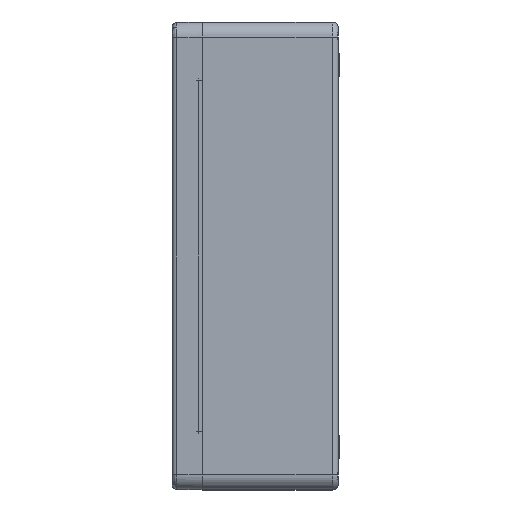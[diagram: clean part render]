
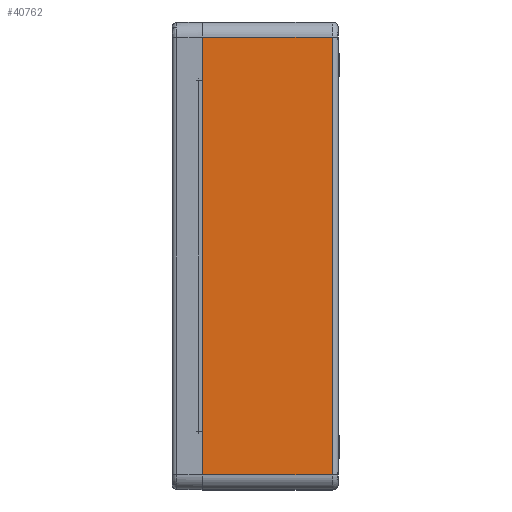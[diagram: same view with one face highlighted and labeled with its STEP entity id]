
A CAD part, left-side view. The second image highlights one B-rep face of the part: STEP entity #40762.
In plain terms, the highlighted planar face has unit normal (-1, 0, 0).
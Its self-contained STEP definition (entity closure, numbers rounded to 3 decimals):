
#5206 = FACE_OUTER_BOUND ( 'NONE', #16940, .T. ) ;
#8888 = AXIS2_PLACEMENT_3D ( 'NONE', #11829, #11830, #11831 ) ;
#11828 = PLANE ( 'NONE',  #8888 ) ;
#11829 = CARTESIAN_POINT ( 'NONE',  ( -300., -90., -155. ) ) ;
#11830 = DIRECTION ( 'NONE',  ( -1., 0., 0. ) ) ;
#11831 = DIRECTION ( 'NONE',  ( 0., 0., 1. ) ) ;
#16940 = EDGE_LOOP ( 'NONE', ( #18297, #18299, #18298, #18300 ) ) ;
#17573 = VERTEX_POINT ( 'NONE', #68552 ) ;
#17574 = VERTEX_POINT ( 'NONE', #68553 ) ;
#17575 = VERTEX_POINT ( 'NONE', #68554 ) ;
#17576 = VERTEX_POINT ( 'NONE', #68555 ) ;
#18297 = ORIENTED_EDGE ( 'NONE', *, *, #81227, .T. ) ;
#18298 = ORIENTED_EDGE ( 'NONE', *, *, #81228, .T. ) ;
#18299 = ORIENTED_EDGE ( 'NONE', *, *, #81226, .T. ) ;
#18300 = ORIENTED_EDGE ( 'NONE', *, *, #81230, .F. ) ;
#33611 = CARTESIAN_POINT ( 'NONE',  ( -300., -86., 145. ) ) ;
#33612 = DIRECTION ( 'NONE',  ( 0., 0., 1. ) ) ;
#33613 = CARTESIAN_POINT ( 'NONE',  ( -300., -90., -145. ) ) ;
#33614 = DIRECTION ( 'NONE',  ( 0., -1., 0. ) ) ;
#33615 = CARTESIAN_POINT ( 'NONE',  ( -300., -90., 145. ) ) ;
#33616 = DIRECTION ( 'NONE',  ( 0., 1., 0. ) ) ;
#33617 = CARTESIAN_POINT ( 'NONE',  ( -300., 0., -155. ) ) ;
#33618 = DIRECTION ( 'NONE',  ( 0., 0., 1. ) ) ;
#40762 = ADVANCED_FACE ( 'NONE', ( #5206 ), #11828, .T. ) ;
#68552 = CARTESIAN_POINT ( 'NONE',  ( -300., 0., -145. ) ) ;
#68553 = CARTESIAN_POINT ( 'NONE',  ( -300., -86., -145. ) ) ;
#68554 = CARTESIAN_POINT ( 'NONE',  ( -300., -86., 145. ) ) ;
#68555 = CARTESIAN_POINT ( 'NONE',  ( -300., 0., 145. ) ) ;
#72141 = LINE ( 'NONE', #33611, #81550 ) ;
#72142 = LINE ( 'NONE', #33613, #81551 ) ;
#72143 = LINE ( 'NONE', #33615, #81552 ) ;
#72144 = LINE ( 'NONE', #33617, #81553 ) ;
#81226 = EDGE_CURVE ( 'NONE', #17574, #17575, #72141, .T. ) ;
#81227 = EDGE_CURVE ( 'NONE', #17573, #17574, #72142, .T. ) ;
#81228 = EDGE_CURVE ( 'NONE', #17575, #17576, #72143, .T. ) ;
#81230 = EDGE_CURVE ( 'NONE', #17573, #17576, #72144, .T. ) ;
#81550 = VECTOR ( 'NONE', #33612, 1000. ) ;
#81551 = VECTOR ( 'NONE', #33614, 1000. ) ;
#81552 = VECTOR ( 'NONE', #33616, 1000. ) ;
#81553 = VECTOR ( 'NONE', #33618, 1000. ) ;
